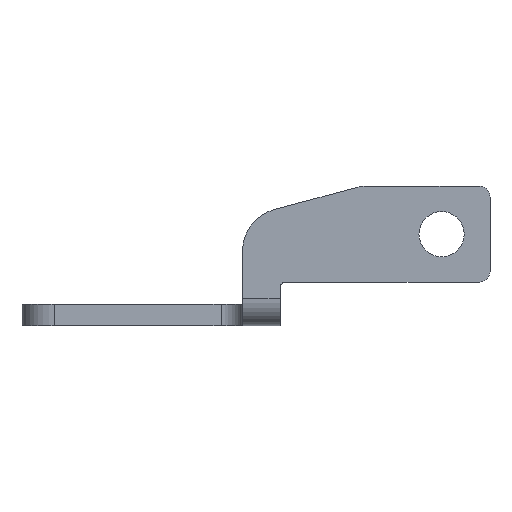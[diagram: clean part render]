
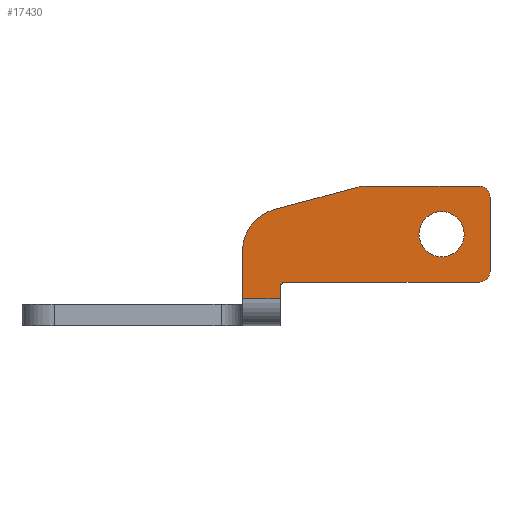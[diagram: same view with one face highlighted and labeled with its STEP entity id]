
A CAD part, left-side view. The second image highlights one B-rep face of the part: STEP entity #17430.
In plain terms, the highlighted planar face has unit normal (-1, 0, 0).
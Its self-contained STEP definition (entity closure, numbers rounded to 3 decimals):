
#200=CARTESIAN_POINT('',(-36.,-9.,-0.55));
#210=VERTEX_POINT('',#200);
#240=CARTESIAN_POINT('',(-36.,13.,-0.55));
#250=DIRECTION('',(0.,-1.,0.));
#260=VECTOR('',#250,1.);
#270=LINE('',#240,#260);
#280=CARTESIAN_POINT('',(-36.,1.473,-0.55));
#290=VERTEX_POINT('',#280);
#300=EDGE_CURVE('',#290,#210,#270,.T.);
#500=CARTESIAN_POINT('',(-36.,10.035,-2.703));
#510=VERTEX_POINT('',#500);
#680=CARTESIAN_POINT('',(-36.,2.509,-0.686));
#690=VERTEX_POINT('',#680);
#720=CARTESIAN_POINT('',(-36.,0.,-0.014));
#730=DIRECTION('',(0.,-0.966,0.259));
#740=VECTOR('',#730,1.);
#750=LINE('',#720,#740);
#760=EDGE_CURVE('',#510,#690,#750,.T.);
#860=CARTESIAN_POINT('',(-36.,1.473,-4.55));
#870=DIRECTION('',(1.,0.,0.));
#880=DIRECTION('',(0.,-1.,0.));
#890=AXIS2_PLACEMENT_3D('',#860,#870,#880);
#900=CIRCLE('',#890,4.);
#910=EDGE_CURVE('',#690,#290,#900,.T.);
#10980=CARTESIAN_POINT('',(-36.,-3.4,-5.));
#10990=VERTEX_POINT('',#10980);
#11150=CARTESIAN_POINT('',(-36.,-7.6,-5.));
#11160=VERTEX_POINT('',#11150);
#11190=CARTESIAN_POINT('',(-36.,-5.5,-5.));
#11200=DIRECTION('',(-1.,0.,0.));
#11210=DIRECTION('',(0.,-1.,0.));
#11220=AXIS2_PLACEMENT_3D('',#11190,#11200,#11210);
#11230=CIRCLE('',#11220,2.1);
#11240=EDGE_CURVE('',#10990,#11160,#11230,.T.);
#12320=CARTESIAN_POINT('',(-36.,-10.,-8.45));
#12330=VERTEX_POINT('',#12320);
#12360=CARTESIAN_POINT('',(-36.,-10.,-0.5));
#12370=DIRECTION('',(0.,0.,1.));
#12380=VECTOR('',#12370,1.);
#12390=LINE('',#12360,#12380);
#12400=CARTESIAN_POINT('',(-36.,-10.,-1.55));
#12410=VERTEX_POINT('',#12400);
#12420=EDGE_CURVE('',#12330,#12410,#12390,.T.);
#12630=CARTESIAN_POINT('',(-36.,9.5,-11.));
#12640=VERTEX_POINT('',#12630);
#12670=CARTESIAN_POINT('',(-36.,9.5,-46.542));
#12680=DIRECTION('',(0.,0.,-1.));
#12690=VECTOR('',#12680,1.);
#12700=LINE('',#12670,#12690);
#12710=CARTESIAN_POINT('',(-36.,9.5,-9.95));
#12720=VERTEX_POINT('',#12710);
#12730=EDGE_CURVE('',#12720,#12640,#12700,.T.);
#13110=CARTESIAN_POINT('',(-36.,-9.,-9.45));
#13120=VERTEX_POINT('',#13110);
#13150=CARTESIAN_POINT('',(-36.,-9.,-8.45));
#13160=DIRECTION('',(1.,0.,0.));
#13170=DIRECTION('',(0.,-1.,0.));
#13180=AXIS2_PLACEMENT_3D('',#13150,#13160,#13170);
#13190=CIRCLE('',#13180,1.);
#13200=EDGE_CURVE('',#12330,#13120,#13190,.T.);
#15840=CARTESIAN_POINT('',(-36.,9.,-6.567));
#15850=DIRECTION('',(1.,0.,0.));
#15860=DIRECTION('',(0.,-1.,0.));
#15870=AXIS2_PLACEMENT_3D('',#15840,#15850,#15860);
#15880=CIRCLE('',#15870,4.);
#15890=CARTESIAN_POINT('',(-36.,13.,-6.567));
#15900=VERTEX_POINT('',#15890);
#15910=EDGE_CURVE('',#15900,#510,#15880,.T.);
#16120=CARTESIAN_POINT('',(-36.,13.,-11.));
#16130=VERTEX_POINT('',#16120);
#16160=CARTESIAN_POINT('',(-36.,9.5,-11.));
#16170=DIRECTION('',(0.,-1.,0.));
#16180=VECTOR('',#16170,1.);
#16190=LINE('',#16160,#16180);
#16200=EDGE_CURVE('',#16130,#12640,#16190,.T.);
#16660=CARTESIAN_POINT('',(-36.,13.,-11.));
#16670=DIRECTION('',(0.,0.,1.));
#16680=VECTOR('',#16670,1.);
#16690=LINE('',#16660,#16680);
#16700=EDGE_CURVE('',#16130,#15900,#16690,.T.);
#17000=CARTESIAN_POINT('',(-36.,5.179,-2.981));
#17010=DIRECTION('',(-1.,0.,0.));
#17020=DIRECTION('',(0.,-1.,0.));
#17030=AXIS2_PLACEMENT_3D('',#17000,#17010,#17020);
#17040=PLANE('',#17030);
#17050=EDGE_CURVE('',#11160,#10990,#11230,.T.);
#17060=ORIENTED_EDGE('',*,*,#17050,.F.);
#17070=ORIENTED_EDGE('',*,*,#11240,.F.);
#17080=EDGE_LOOP('',(#17070,#17060));
#17090=FACE_BOUND('',#17080,.T.);
#17100=ORIENTED_EDGE('',*,*,#910,.F.);
#17110=ORIENTED_EDGE('',*,*,#300,.F.);
#17120=CARTESIAN_POINT('',(-36.,-9.,-1.55));
#17130=DIRECTION('',(1.,0.,0.));
#17140=DIRECTION('',(0.,-1.,0.));
#17150=AXIS2_PLACEMENT_3D('',#17120,#17130,#17140);
#17160=CIRCLE('',#17150,1.);
#17170=EDGE_CURVE('',#210,#12410,#17160,.T.);
#17180=ORIENTED_EDGE('',*,*,#17170,.F.);
#17190=ORIENTED_EDGE('',*,*,#12420,.T.);
#17200=ORIENTED_EDGE('',*,*,#13200,.F.);
#17210=CARTESIAN_POINT('',(-36.,0.,-9.45));
#17220=DIRECTION('',(0.,1.,0.));
#17230=VECTOR('',#17220,1.);
#17240=LINE('',#17210,#17230);
#17250=CARTESIAN_POINT('',(-36.,9.,-9.45));
#17260=VERTEX_POINT('',#17250);
#17270=EDGE_CURVE('',#13120,#17260,#17240,.T.);
#17280=ORIENTED_EDGE('',*,*,#17270,.F.);
#17290=CARTESIAN_POINT('',(-36.,9.,-9.95));
#17300=DIRECTION('',(-1.,0.,0.));
#17310=DIRECTION('',(0.,1.,0.));
#17320=AXIS2_PLACEMENT_3D('',#17290,#17300,#17310);
#17330=CIRCLE('',#17320,0.5);
#17340=EDGE_CURVE('',#17260,#12720,#17330,.T.);
#17350=ORIENTED_EDGE('',*,*,#17340,.F.);
#17360=ORIENTED_EDGE('',*,*,#12730,.F.);
#17370=ORIENTED_EDGE('',*,*,#16200,.T.);
#17380=ORIENTED_EDGE('',*,*,#16700,.F.);
#17390=ORIENTED_EDGE('',*,*,#15910,.F.);
#17400=ORIENTED_EDGE('',*,*,#760,.F.);
#17410=EDGE_LOOP('',(#17400,#17390,#17380,#17370,#17360,#17350,#17280,
#17200,#17190,#17180,#17110,#17100));
#17420=FACE_OUTER_BOUND('',#17410,.T.);
#17430=ADVANCED_FACE('',(#17090,#17420),#17040,.T.);
